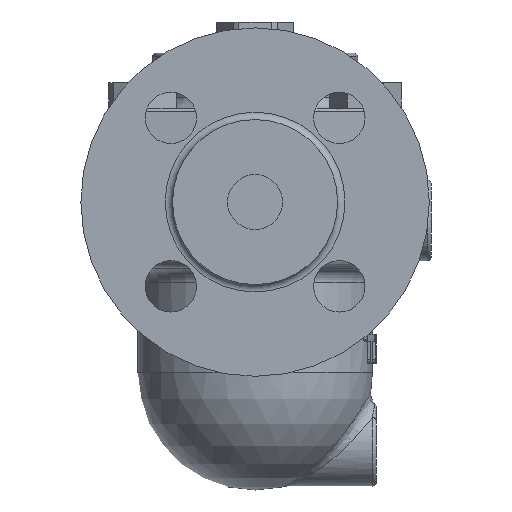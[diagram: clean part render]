
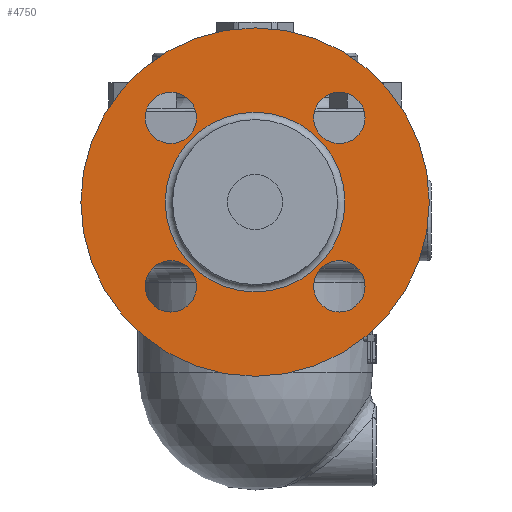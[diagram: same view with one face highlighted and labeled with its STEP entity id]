
A CAD part, left-side view. The second image highlights one B-rep face of the part: STEP entity #4750.
In plain terms, the highlighted planar face has unit normal (-1, 0, 0).
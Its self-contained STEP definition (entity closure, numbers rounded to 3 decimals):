
#644=FACE_BOUND('',#1133,.T.);
#645=FACE_BOUND('',#1134,.T.);
#646=FACE_BOUND('',#1135,.T.);
#647=FACE_BOUND('',#1136,.T.);
#648=FACE_BOUND('',#1137,.T.);
#692=PLANE('',#5078);
#805=FACE_OUTER_BOUND('',#1132,.T.);
#1132=EDGE_LOOP('',(#3252));
#1133=EDGE_LOOP('',(#3253));
#1134=EDGE_LOOP('',(#3254));
#1135=EDGE_LOOP('',(#3255));
#1136=EDGE_LOOP('',(#3256));
#1137=EDGE_LOOP('',(#3257));
#1710=CIRCLE('',#5074,47.5);
#1712=CIRCLE('',#5077,24.5);
#1713=CIRCLE('',#5079,7.);
#1714=CIRCLE('',#5080,7.);
#1715=CIRCLE('',#5081,7.);
#1716=CIRCLE('',#5082,7.);
#2024=VERTEX_POINT('',#7911);
#2026=VERTEX_POINT('',#7916);
#2027=VERTEX_POINT('',#7919);
#2028=VERTEX_POINT('',#7921);
#2029=VERTEX_POINT('',#7923);
#2030=VERTEX_POINT('',#7925);
#2499=EDGE_CURVE('',#2024,#2024,#1710,.T.);
#2501=EDGE_CURVE('',#2026,#2026,#1712,.T.);
#2502=EDGE_CURVE('',#2027,#2027,#1713,.T.);
#2503=EDGE_CURVE('',#2028,#2028,#1714,.T.);
#2504=EDGE_CURVE('',#2029,#2029,#1715,.T.);
#2505=EDGE_CURVE('',#2030,#2030,#1716,.T.);
#3252=ORIENTED_EDGE('',*,*,#2499,.F.);
#3253=ORIENTED_EDGE('',*,*,#2502,.F.);
#3254=ORIENTED_EDGE('',*,*,#2503,.F.);
#3255=ORIENTED_EDGE('',*,*,#2504,.F.);
#3256=ORIENTED_EDGE('',*,*,#2505,.F.);
#3257=ORIENTED_EDGE('',*,*,#2501,.F.);
#4750=ADVANCED_FACE('',(#805,#644,#645,#646,#647,#648),#692,.F.);
#5074=AXIS2_PLACEMENT_3D('',#7912,#5587,#5588);
#5077=AXIS2_PLACEMENT_3D('',#7917,#5593,#5594);
#5078=AXIS2_PLACEMENT_3D('',#7918,#5595,#5596);
#5079=AXIS2_PLACEMENT_3D('',#7920,#5597,#5598);
#5080=AXIS2_PLACEMENT_3D('',#7922,#5599,#5600);
#5081=AXIS2_PLACEMENT_3D('',#7924,#5601,#5602);
#5082=AXIS2_PLACEMENT_3D('',#7926,#5603,#5604);
#5587=DIRECTION('center_axis',(1.,0.,0.));
#5588=DIRECTION('ref_axis',(0.,0.,1.));
#5593=DIRECTION('center_axis',(-1.,0.,0.));
#5594=DIRECTION('ref_axis',(0.,0.,1.));
#5595=DIRECTION('center_axis',(1.,0.,0.));
#5596=DIRECTION('ref_axis',(0.,0.,-1.));
#5597=DIRECTION('center_axis',(-1.,0.,0.));
#5598=DIRECTION('ref_axis',(0.,-1.,0.));
#5599=DIRECTION('center_axis',(-1.,0.,0.));
#5600=DIRECTION('ref_axis',(0.,0.,1.));
#5601=DIRECTION('center_axis',(-1.,0.,0.));
#5602=DIRECTION('ref_axis',(0.,1.,0.));
#5603=DIRECTION('center_axis',(-1.,0.,0.));
#5604=DIRECTION('ref_axis',(0.,0.,-1.));
#7911=CARTESIAN_POINT('',(-81.,0.,-47.5));
#7912=CARTESIAN_POINT('Origin',(-81.,0.,0.));
#7916=CARTESIAN_POINT('',(-81.,0.,-24.5));
#7917=CARTESIAN_POINT('Origin',(-81.,0.,0.));
#7918=CARTESIAN_POINT('Origin',(-81.,0.,0.));
#7919=CARTESIAN_POINT('',(-81.,22.981,-29.981));
#7920=CARTESIAN_POINT('Origin',(-81.,22.981,-22.981));
#7921=CARTESIAN_POINT('',(-81.,-22.981,-29.981));
#7922=CARTESIAN_POINT('Origin',(-81.,-22.981,-22.981));
#7923=CARTESIAN_POINT('',(-81.,-22.981,15.981));
#7924=CARTESIAN_POINT('Origin',(-81.,-22.981,22.981));
#7925=CARTESIAN_POINT('',(-81.,22.981,15.981));
#7926=CARTESIAN_POINT('Origin',(-81.,22.981,22.981));
